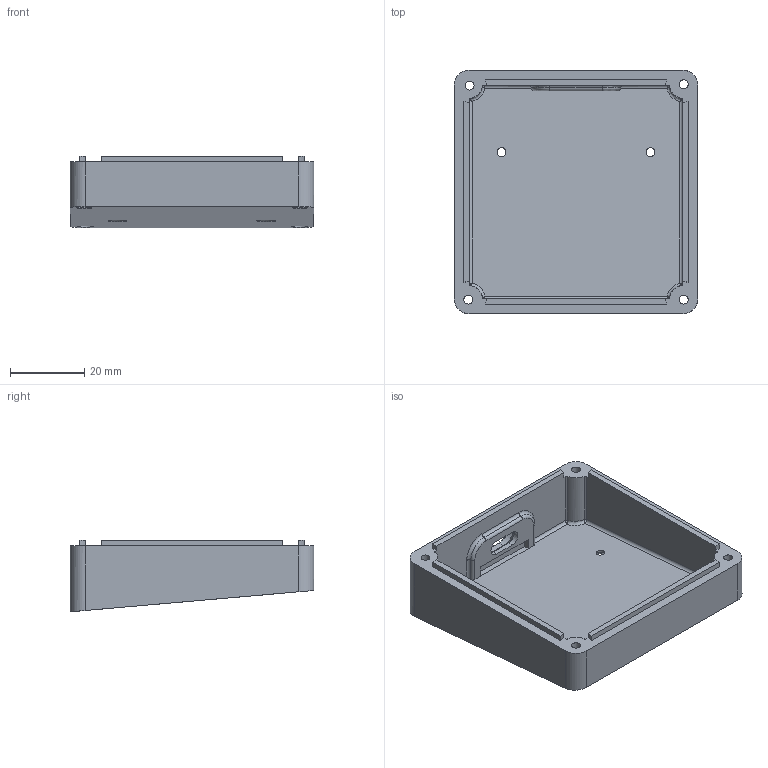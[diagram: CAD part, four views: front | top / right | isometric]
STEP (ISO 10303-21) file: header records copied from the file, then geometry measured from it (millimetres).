
FILE_DESCRIPTION(/* description */ (''),/* implementation_level */ '2;1');
FILE_NAME(/* name */ 'VOID9 Redux - Bottom - Angled.step',/* time_stamp */ '2023-06-13T13:27:00+03:00',/* author */ (''),/* organization */ (''),/* preprocessor_version */ 'ST-DEVELOPER v19.2',/* originating_system */ 'Autodesk Translation Framework v12.6.0.85',/* authorisation */ '');
FILE_SCHEMA (('AUTOMOTIVE_DESIGN { 1 0 10303 214 3 1 1 }'));
Length unit declared in the file: millimetre
Products named in the file (1): VOID9 Redux
Bounding box: 65.4 x 65.4 x 19.22 mm (x, y, z)
Volume: 21447.1 mm3; surface area: 16431.1 mm2
Topology: 1 solids, 1 shells, 128 faces, 315 edges, 186 vertices
Faces by surface type: cylinder 57, plane 35, bspline 22, torus 10, cone 4
Full cylindrical faces by diameter (mm): 2.4 x6, 4.2 x4
Entity records: 4406 total; most frequent: CARTESIAN_POINT 1429, ORIENTED_EDGE 614, DIRECTION 611, EDGE_CURVE 307, AXIS2_PLACEMENT_3D 235, VERTEX_POINT 186, EDGE_LOOP 147, LINE 141
